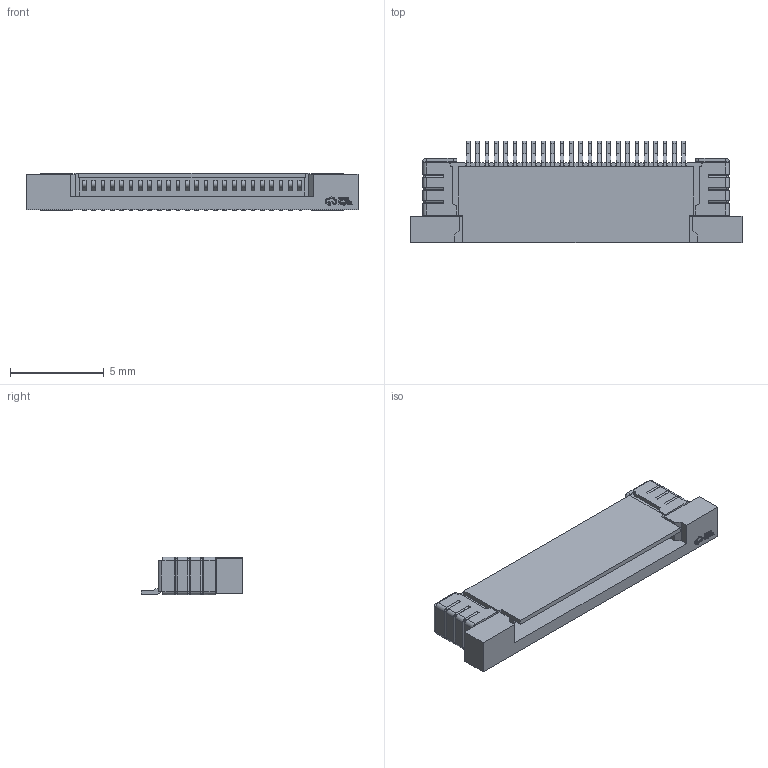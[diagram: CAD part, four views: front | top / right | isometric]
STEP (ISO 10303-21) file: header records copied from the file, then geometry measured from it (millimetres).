
FILE_DESCRIPTION (( 'STEP AP214' ), '1' );
FILE_NAME ('FPC-SMD_XUNPU_FPC-0.5AS-24PWBH20.STEP', '2022-07-07T14:21:38', ( '' ), ( '' ), 'SwSTEP 2.0', 'SolidWorks 2018', '' );
FILE_SCHEMA (( 'AUTOMOTIVE_DESIGN' ));
Length unit declared in the file: millimetre
Products named in the file (1): FPC-SMD_XUNPU_FPC-0.5AS-24PWBH20
Bounding box: 17.7 x 5.41 x 2 mm (x, y, z)
Volume: 94.3 mm3; surface area: 594.3 mm2
Topology: 3 solids, 3 shells, 1171 faces, 3141 edges, 2072 vertices
Faces by surface type: plane 875, cylinder 174, bspline 98, torus 24
Entity records: 49750 total; most frequent: CARTESIAN_POINT 7967, ORIENTED_EDGE 6294, DIRECTION 5359, EDGE_CURVE 3147, LINE 2539, VECTOR 2539, VERTEX_POINT 2074, AXIS2_PLACEMENT_3D 1410
